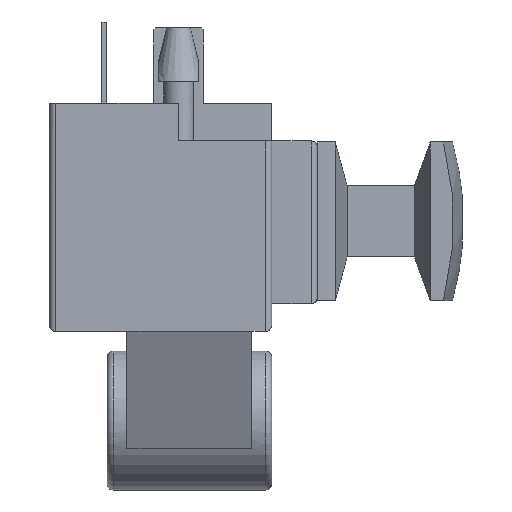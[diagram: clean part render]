
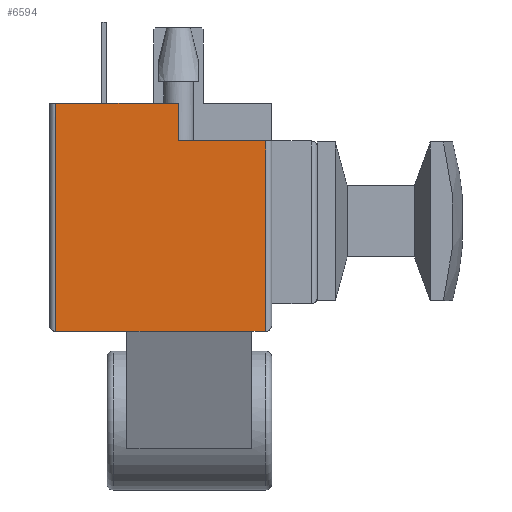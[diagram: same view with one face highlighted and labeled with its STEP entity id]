
A CAD part, left-side view. The second image highlights one B-rep face of the part: STEP entity #6594.
In plain terms, the highlighted planar face has unit normal (-1, 0, 0).
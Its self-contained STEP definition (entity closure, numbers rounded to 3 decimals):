
#680=FACE_OUTER_BOUND('',#1032,.T.);
#1032=EDGE_LOOP('',(#5167,#5168,#5169,#5170,#5171,#5172,#5173,#5174));
#1681=LINE('',#10020,#2473);
#1682=LINE('',#10022,#2474);
#1683=LINE('',#10024,#2475);
#1684=LINE('',#10026,#2476);
#1685=LINE('',#10028,#2477);
#1686=LINE('',#10030,#2478);
#1687=LINE('',#10032,#2479);
#1688=LINE('',#10033,#2480);
#2473=VECTOR('',#8049,11.5);
#2474=VECTOR('',#8050,3.6);
#2475=VECTOR('',#8051,6.3);
#2476=VECTOR('',#8052,0.7);
#2477=VECTOR('',#8053,9.6);
#2478=VECTOR('',#8054,4.4);
#2479=VECTOR('',#8055,1.9);
#2480=VECTOR('',#8056,6.2);
#3158=VERTEX_POINT('',#10018);
#3159=VERTEX_POINT('',#10019);
#3160=VERTEX_POINT('',#10021);
#3161=VERTEX_POINT('',#10023);
#3162=VERTEX_POINT('',#10025);
#3163=VERTEX_POINT('',#10027);
#3164=VERTEX_POINT('',#10029);
#3165=VERTEX_POINT('',#10031);
#3899=EDGE_CURVE('',#3158,#3159,#1681,.T.);
#3900=EDGE_CURVE('',#3160,#3159,#1682,.T.);
#3901=EDGE_CURVE('',#3160,#3161,#1683,.T.);
#3902=EDGE_CURVE('',#3162,#3161,#1684,.T.);
#3903=EDGE_CURVE('',#3162,#3163,#1685,.T.);
#3904=EDGE_CURVE('',#3164,#3163,#1686,.T.);
#3905=EDGE_CURVE('',#3165,#3164,#1687,.T.);
#3906=EDGE_CURVE('',#3158,#3165,#1688,.T.);
#5167=ORIENTED_EDGE('',*,*,#3899,.T.);
#5168=ORIENTED_EDGE('',*,*,#3900,.F.);
#5169=ORIENTED_EDGE('',*,*,#3901,.T.);
#5170=ORIENTED_EDGE('',*,*,#3902,.F.);
#5171=ORIENTED_EDGE('',*,*,#3903,.T.);
#5172=ORIENTED_EDGE('',*,*,#3904,.F.);
#5173=ORIENTED_EDGE('',*,*,#3905,.F.);
#5174=ORIENTED_EDGE('',*,*,#3906,.F.);
#6297=PLANE('',#6968);
#6594=ADVANCED_FACE('',(#680),#6297,.F.);
#6968=AXIS2_PLACEMENT_3D('',#10017,#8047,#8048);
#8047=DIRECTION('center_axis',(1.,0.,0.));
#8048=DIRECTION('ref_axis',(0.,-1.,0.));
#8049=DIRECTION('',(0.,0.,-1.));
#8050=DIRECTION('',(0.,1.,0.));
#8051=DIRECTION('',(0.,-1.,0.));
#8052=DIRECTION('',(0.,1.,0.));
#8053=DIRECTION('',(0.,0.,1.));
#8054=DIRECTION('',(0.,-1.,0.));
#8055=DIRECTION('',(0.,0.,-1.));
#8056=DIRECTION('',(0.,-1.,0.));
#10017=CARTESIAN_POINT('Origin',(-5.75,0.,0.));
#10018=CARTESIAN_POINT('',(-5.75,6.425,5.95));
#10019=CARTESIAN_POINT('',(-5.75,6.425,-5.55));
#10020=CARTESIAN_POINT('',(-5.75,6.425,5.95));
#10021=CARTESIAN_POINT('',(-5.75,2.825,-5.55));
#10022=CARTESIAN_POINT('',(-5.75,2.825,-5.55));
#10023=CARTESIAN_POINT('',(-5.75,-3.475,-5.55));
#10024=CARTESIAN_POINT('',(-5.75,2.825,-5.55));
#10025=CARTESIAN_POINT('',(-5.75,-4.175,-5.55));
#10026=CARTESIAN_POINT('',(-5.75,-4.175,-5.55));
#10027=CARTESIAN_POINT('',(-5.75,-4.175,4.05));
#10028=CARTESIAN_POINT('',(-5.75,-4.175,-5.55));
#10029=CARTESIAN_POINT('',(-5.75,0.225,4.05));
#10030=CARTESIAN_POINT('',(-5.75,0.225,4.05));
#10031=CARTESIAN_POINT('',(-5.75,0.225,5.95));
#10032=CARTESIAN_POINT('',(-5.75,0.225,5.95));
#10033=CARTESIAN_POINT('',(-5.75,6.425,5.95));
